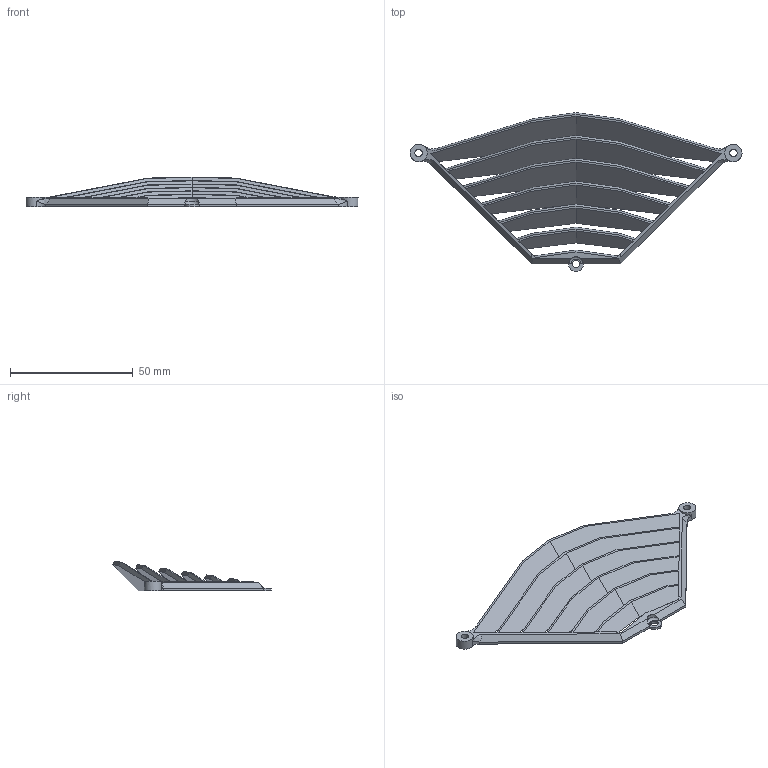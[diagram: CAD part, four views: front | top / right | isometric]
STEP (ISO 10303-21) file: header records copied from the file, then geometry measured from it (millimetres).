
FILE_DESCRIPTION(/* description */ (''),/* implementation_level */ '2;1');
FILE_NAME(/* name */ 'Hull_01.step',/* time_stamp */ '2023-05-24T10:56:20+08:00',/* author */ (''),/* organization */ (''),/* preprocessor_version */ 'ST-DEVELOPER v19.2',/* originating_system */ 'Autodesk Translation Framework v12.4.0.73',/* authorisation */ '');
FILE_SCHEMA (('AUTOMOTIVE_DESIGN { 1 0 10303 214 3 1 1 }'));
Length unit declared in the file: millimetre
Products named in the file (1): Hull_01
Bounding box: 135.46 x 64.74 x 12.1 mm (x, y, z)
Volume: 10775.5 mm3; surface area: 13936 mm2
Topology: 1 solids, 1 shells, 133 faces, 399 edges, 262 vertices
Faces by surface type: plane 117, cylinder 9, bspline 6, torus 1
Full cylindrical faces by diameter (mm): 3 x3, 7 x2
Entity records: 4675 total; most frequent: CARTESIAN_POINT 1039, ORIENTED_EDGE 798, DIRECTION 674, EDGE_CURVE 399, LINE 348, VECTOR 348, VERTEX_POINT 262, AXIS2_PLACEMENT_3D 163
